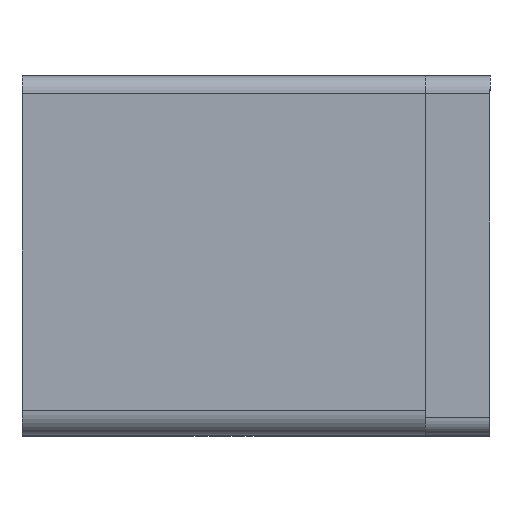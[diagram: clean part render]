
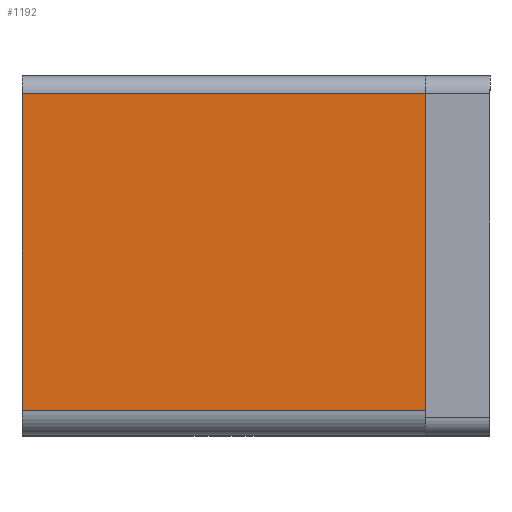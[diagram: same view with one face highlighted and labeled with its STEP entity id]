
A CAD part, top view. The second image highlights one B-rep face of the part: STEP entity #1192.
In plain terms, the highlighted planar face has unit normal (0, 0, 1).
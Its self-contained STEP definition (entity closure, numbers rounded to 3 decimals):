
#137 = VERTEX_POINT('',#138);
#138 = CARTESIAN_POINT('',(2.275,4.5,9.1)
  );
#145 = EDGE_CURVE('',#137,#146,#148,.T.);
#146 = VERTEX_POINT('',#147);
#147 = CARTESIAN_POINT('',(2.275,-4.3,9.1
    ));
#148 = LINE('',#149,#150);
#149 = CARTESIAN_POINT('',(2.275,4.5,9.1)
  );
#150 = VECTOR('',#151,1.);
#151 = DIRECTION('',(0.,-1.,0.));
#1171 = EDGE_CURVE('',#1172,#146,#1174,.T.);
#1172 = VERTEX_POINT('',#1173);
#1173 = CARTESIAN_POINT('',(-8.925,-4.3,
    9.1));
#1174 = LINE('',#1175,#1176);
#1175 = CARTESIAN_POINT('',(-22.649,-4.3,
    9.1));
#1176 = VECTOR('',#1177,1.);
#1177 = DIRECTION('',(1.,0.,0.));
#1192 = ADVANCED_FACE('',(#1193),#1211,.T.);
#1193 = FACE_BOUND('',#1194,.T.);
#1194 = EDGE_LOOP('',(#1195,#1203,#1209,#1210));
#1195 = ORIENTED_EDGE('',*,*,#1196,.F.);
#1196 = EDGE_CURVE('',#1197,#137,#1199,.T.);
#1197 = VERTEX_POINT('',#1198);
#1198 = CARTESIAN_POINT('',(-8.925,4.5,
    9.1));
#1199 = LINE('',#1200,#1201);
#1200 = CARTESIAN_POINT('',(-22.649,4.5,
    9.1));
#1201 = VECTOR('',#1202,1.);
#1202 = DIRECTION('',(1.,0.,0.));
#1203 = ORIENTED_EDGE('',*,*,#1204,.T.);
#1204 = EDGE_CURVE('',#1197,#1172,#1205,.T.);
#1205 = LINE('',#1206,#1207);
#1206 = CARTESIAN_POINT('',(-8.925,4.5,
    9.1));
#1207 = VECTOR('',#1208,1.);
#1208 = DIRECTION('',(0.,-1.,0.));
#1209 = ORIENTED_EDGE('',*,*,#1171,.T.);
#1210 = ORIENTED_EDGE('',*,*,#145,.F.);
#1211 = PLANE('',#1212);
#1212 = AXIS2_PLACEMENT_3D('',#1213,#1214,#1215);
#1213 = CARTESIAN_POINT('',(-22.649,4.5,
    9.1));
#1214 = DIRECTION('',(0.,0.,1.));
#1215 = DIRECTION('',(0.,-1.,0.));
